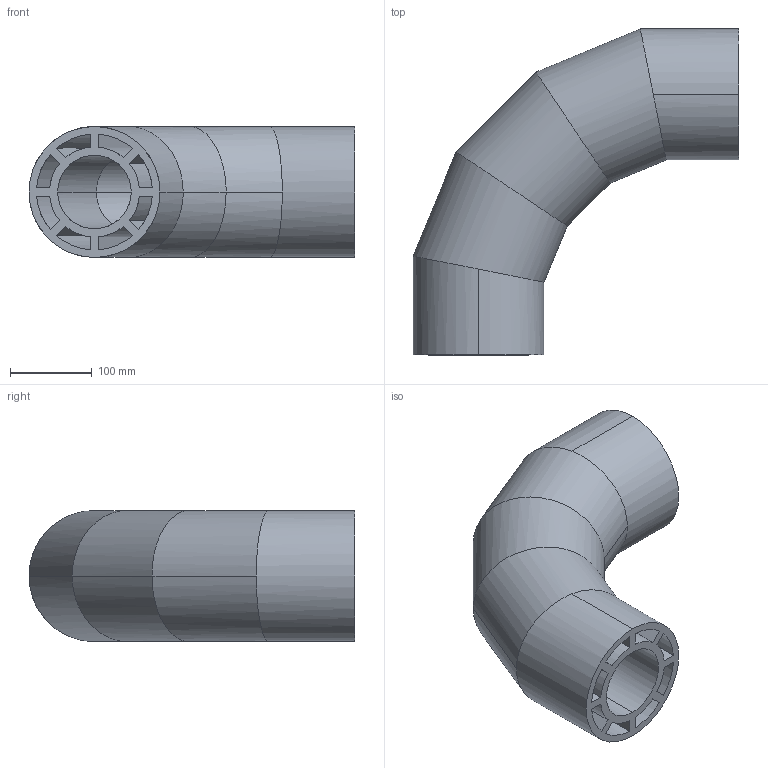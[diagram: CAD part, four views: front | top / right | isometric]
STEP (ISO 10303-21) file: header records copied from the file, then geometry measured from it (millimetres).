
FILE_DESCRIPTION (( 'STEP AP203' ), '1' );
FILE_NAME ('--7863532.STEP', '2015-03-19T17:25:01', ( 'enduser' ), ( '' ), 'SwSTEP 2.0', 'SolidWorks 2014', '' );
FILE_SCHEMA (( 'CONFIG_CONTROL_DESIGN' ));
Length unit declared in the file: inch
Products named in the file (1): --7863532
Bounding box: 398.44 x 398.44 x 160.02 mm (x, y, z)
Volume: 4632552.5 mm3; surface area: 898047.6 mm2
Topology: 1 solids, 1 shells, 166 faces, 388 edges, 224 vertices
Faces by surface type: cylinder 100, plane 66
Entity records: 4655 total; most frequent: CARTESIAN_POINT 1043, ORIENTED_EDGE 776, DIRECTION 674, EDGE_CURVE 388, LINE 260, VECTOR 260, VERTEX_POINT 224, AXIS2_PLACEMENT_3D 207
